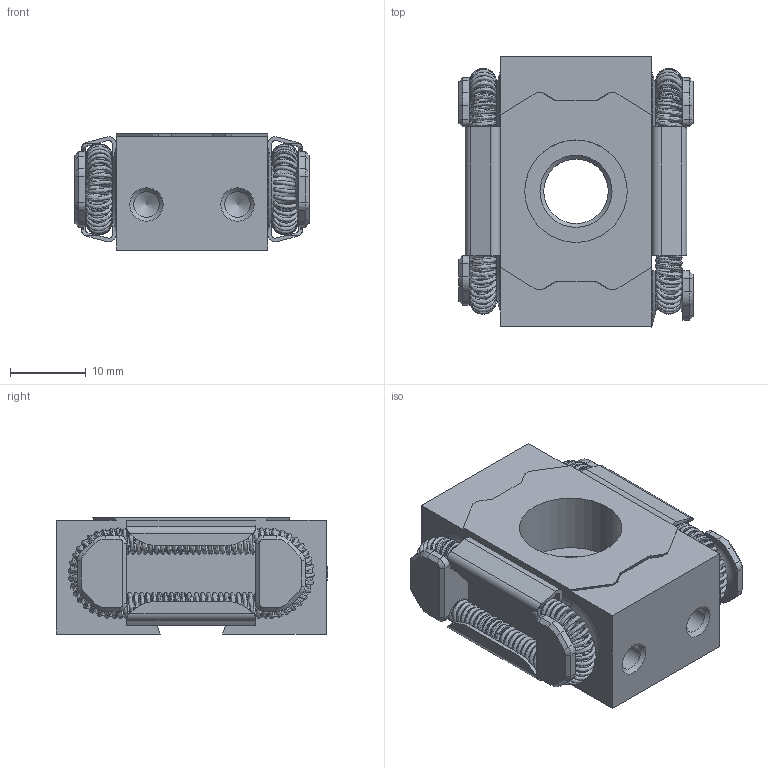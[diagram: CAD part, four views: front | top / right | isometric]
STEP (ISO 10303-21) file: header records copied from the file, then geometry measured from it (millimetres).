
FILE_DESCRIPTION(/* description */ (''),/* implementation_level */ '2;1');
FILE_NAME(/* name */ '05-0299.step',/* time_stamp */ '2024-02-22T16:04:34-08:00',/* author */ (''),/* organization */ (''),/* preprocessor_version */ 'ST-DEVELOPER v20',/* originating_system */ 'Autodesk Translation Framework v12.14.0.127',/* authorisation */ '');
FILE_SCHEMA (('AUTOMOTIVE_DESIGN { 1 0 10303 214 3 1 1 }'));
Products named in the file (1): 05-0299
Bounding box: 30.9 x 35.8 x 15.3 mm (x, y, z)
Volume: 9707.9 mm3; surface area: 8401.1 mm2
Topology: 2 solids, 2 shells, 299 faces, 836 edges, 532 vertices
Faces by surface type: plane 156, cylinder 80, cone 38, bspline 17, torus 8
Full cylindrical faces by diameter (mm): 3.4 x4, 8.5 x1, 13.5 x1
Entity records: 76921 total; most frequent: CARTESIAN_POINT 68878, ORIENTED_EDGE 1664, DIRECTION 1558, EDGE_CURVE 832, VERTEX_POINT 532, AXIS2_PLACEMENT_3D 529, LINE 500, VECTOR 500
